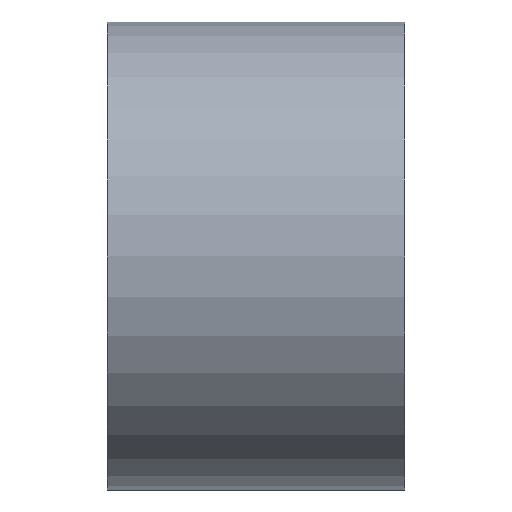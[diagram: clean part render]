
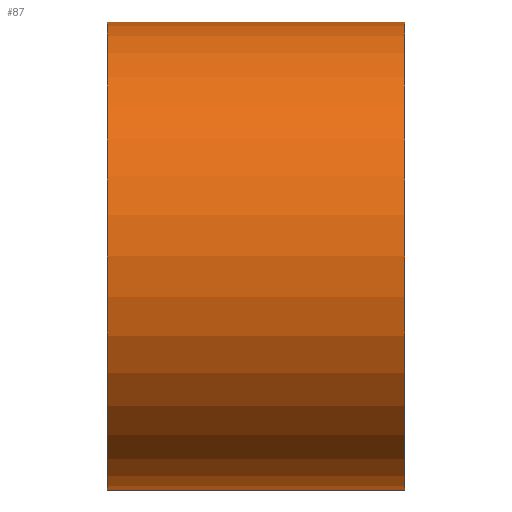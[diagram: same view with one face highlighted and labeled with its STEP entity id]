
A CAD part, front view. The second image highlights one B-rep face of the part: STEP entity #87.
In plain terms, the highlighted cylindrical face has radius 6.3 mm (diameter 12.6 mm), a full revolution.
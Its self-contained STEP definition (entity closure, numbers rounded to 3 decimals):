
#87 = ADVANCED_FACE( '', ( #189, #190 ), #191, .T. );
#189 = FACE_OUTER_BOUND( '', #298, .T. );
#190 = FACE_OUTER_BOUND( '', #299, .T. );
#191 = CYLINDRICAL_SURFACE( '', #300, 6.3 );
#298 = EDGE_LOOP( '', ( #494 ) );
#299 = EDGE_LOOP( '', ( #495 ) );
#300 = AXIS2_PLACEMENT_3D( '', #496, #497, #498 );
#494 = ORIENTED_EDGE( '', *, *, #692, .F. );
#495 = ORIENTED_EDGE( '', *, *, #686, .T. );
#496 = CARTESIAN_POINT( '', ( 8., 0., 0. ) );
#497 = DIRECTION( '', ( 1., 0., 0. ) );
#498 = DIRECTION( '', ( 0., 0., 1. ) );
#686 = EDGE_CURVE( '', #837, #837, #838, .T. );
#692 = EDGE_CURVE( '', #845, #845, #846, .T. );
#837 = VERTEX_POINT( '', #1034 );
#838 = CIRCLE( '', #1035, 6.3 );
#845 = VERTEX_POINT( '', #1044 );
#846 = CIRCLE( '', #1045, 6.3 );
#1034 = CARTESIAN_POINT( '', ( 0., 0., -6.3 ) );
#1035 = AXIS2_PLACEMENT_3D( '', #1194, #1195, #1196 );
#1044 = CARTESIAN_POINT( '', ( 8., 0., -6.3 ) );
#1045 = AXIS2_PLACEMENT_3D( '', #1202, #1203, #1204 );
#1194 = CARTESIAN_POINT( '', ( 0., 0., 0. ) );
#1195 = DIRECTION( '', ( 1., 0., 0. ) );
#1196 = DIRECTION( '', ( 0., 0., -1. ) );
#1202 = CARTESIAN_POINT( '', ( 8., 0., 0. ) );
#1203 = DIRECTION( '', ( 1., 0., 0. ) );
#1204 = DIRECTION( '', ( 0., 0., -1. ) );
